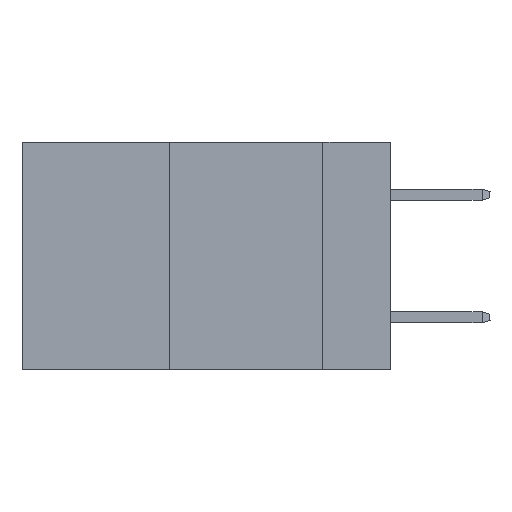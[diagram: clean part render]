
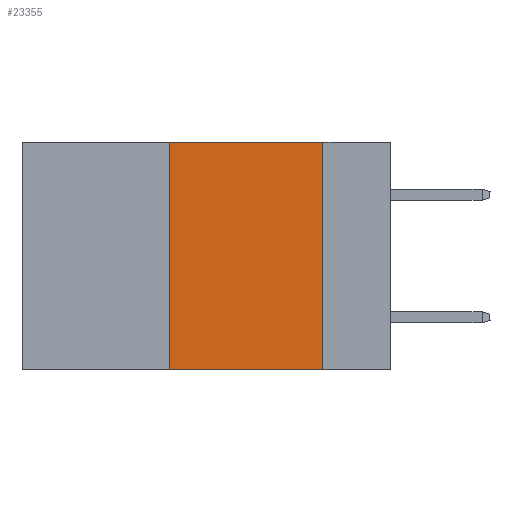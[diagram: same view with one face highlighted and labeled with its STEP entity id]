
A CAD part, left-side view. The second image highlights one B-rep face of the part: STEP entity #23355.
In plain terms, the highlighted planar face has unit normal (-1, 0, 0).
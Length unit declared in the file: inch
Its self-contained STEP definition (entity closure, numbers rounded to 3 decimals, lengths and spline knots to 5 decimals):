
#780 = CARTESIAN_POINT ( 'NONE',  ( 0., 0.36, -0.37 ) ) ;
#794 = EDGE_LOOP ( 'NONE', ( #11272, #11886, #24898, #20967 ) ) ;
#2272 = CARTESIAN_POINT ( 'NONE',  ( 0., 0.6, -0.37 ) ) ;
#3300 = VERTEX_POINT ( 'NONE', #8105 ) ;
#3753 = DIRECTION ( 'NONE',  ( 0., 0., -1. ) ) ;
#4122 = CARTESIAN_POINT ( 'NONE',  ( 0., 0.6, 0. ) ) ;
#5704 = VECTOR ( 'NONE', #3753, 39.37008 ) ;
#6145 = AXIS2_PLACEMENT_3D ( 'NONE', #4122, #30116, #16190 ) ;
#7153 = CARTESIAN_POINT ( 'NONE',  ( 0., 0.6, 0. ) ) ;
#7850 = CARTESIAN_POINT ( 'NONE',  ( 0., 0.11, 0. ) ) ;
#8105 = CARTESIAN_POINT ( 'NONE',  ( 0., 0.11, -0.37 ) ) ;
#10810 = CARTESIAN_POINT ( 'NONE',  ( 0., 0.36, 0. ) ) ;
#11090 = VECTOR ( 'NONE', #23641, 39.37008 ) ;
#11272 = ORIENTED_EDGE ( 'NONE', *, *, #30471, .F. ) ;
#11886 = ORIENTED_EDGE ( 'NONE', *, *, #26089, .F. ) ;
#12297 = VERTEX_POINT ( 'NONE', #24805 ) ;
#13756 = PLANE ( 'NONE',  #6145 ) ;
#13854 = FACE_OUTER_BOUND ( 'NONE', #794, .T. ) ;
#14069 = VECTOR ( 'NONE', #20234, 39.37008 ) ;
#16190 = DIRECTION ( 'NONE',  ( 0., 0., -1. ) ) ;
#17433 = LINE ( 'NONE', #2272, #11090 ) ;
#18050 = CARTESIAN_POINT ( 'NONE',  ( 0., 0.11, 0. ) ) ;
#18569 = EDGE_CURVE ( 'NONE', #27532, #3300, #17433, .T. ) ;
#20234 = DIRECTION ( 'NONE',  ( 0., 0., 1. ) ) ;
#20967 = ORIENTED_EDGE ( 'NONE', *, *, #18569, .T. ) ;
#21075 = VERTEX_POINT ( 'NONE', #7850 ) ;
#23355 = ADVANCED_FACE ( 'NONE', ( #13854 ), #13756, .F. ) ;
#23641 = DIRECTION ( 'NONE',  ( 0., -1., 0. ) ) ;
#23667 = DIRECTION ( 'NONE',  ( 0., -1., 0. ) ) ;
#23961 = VECTOR ( 'NONE', #23667, 39.37008 ) ;
#24566 = LINE ( 'NONE', #18050, #5704 ) ;
#24805 = CARTESIAN_POINT ( 'NONE',  ( 0., 0.36, 0. ) ) ;
#24898 = ORIENTED_EDGE ( 'NONE', *, *, #25821, .F. ) ;
#25816 = LINE ( 'NONE', #10810, #14069 ) ;
#25821 = EDGE_CURVE ( 'NONE', #27532, #12297, #25816, .T. ) ;
#26089 = EDGE_CURVE ( 'NONE', #12297, #21075, #29429, .T. ) ;
#27532 = VERTEX_POINT ( 'NONE', #780 ) ;
#29429 = LINE ( 'NONE', #7153, #23961 ) ;
#30116 = DIRECTION ( 'NONE',  ( 1., 0., 0. ) ) ;
#30471 = EDGE_CURVE ( 'NONE', #21075, #3300, #24566, .T. ) ;
